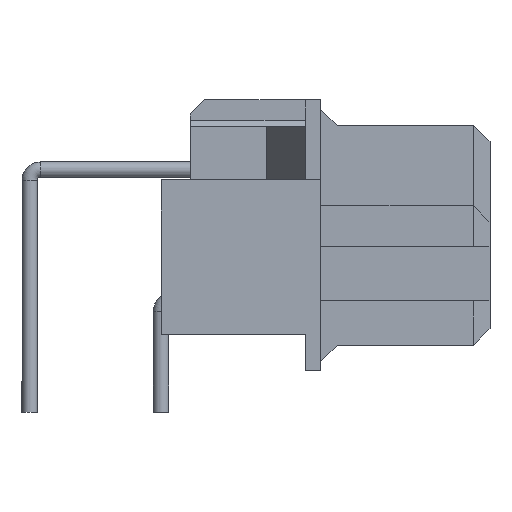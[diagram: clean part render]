
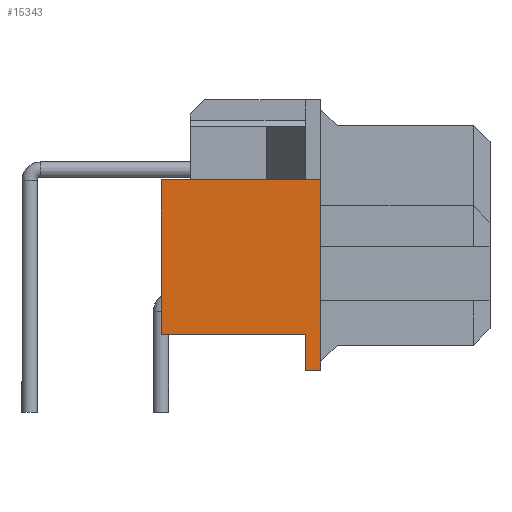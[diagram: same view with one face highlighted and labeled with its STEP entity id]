
A CAD part, front view. The second image highlights one B-rep face of the part: STEP entity #15343.
In plain terms, the highlighted free-form (B-spline) face has degree [1, 1] with [2, 2] control points.
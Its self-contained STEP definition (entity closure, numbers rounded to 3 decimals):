
#15213=CARTESIAN_POINT('',(6.19,-86.37,-1.4));
#15214=VERTEX_POINT('',#15213);
#15215=CARTESIAN_POINT('',(5.59,-86.37,-1.4));
#15216=VERTEX_POINT('',#15215);
#15217=CARTESIAN_POINT('',(6.19,-86.37,-1.4));
#15218=CARTESIAN_POINT('',(5.59,-86.37,-1.4));
#15219=QUASI_UNIFORM_CURVE('',1,(#15217,#15218),.UNSPECIFIED.,.F.,.U.);
#15220=EDGE_CURVE('',#15214,#15216,#15219,.T.);
#15291=CARTESIAN_POINT('',(5.59,-86.37,0.));
#15292=VERTEX_POINT('',#15291);
#15293=CARTESIAN_POINT('',(5.59,-86.37,-1.4));
#15294=CARTESIAN_POINT('',(5.59,-86.37,0.));
#15295=QUASI_UNIFORM_CURVE('',1,(#15293,#15294),.UNSPECIFIED.,.F.,.U.);
#15296=EDGE_CURVE('',#15216,#15292,#15295,.T.);
#15308=CARTESIAN_POINT('',(6.2,-86.37,-1.41));
#15309=CARTESIAN_POINT('',(6.2,-86.37,6.01));
#15310=CARTESIAN_POINT('',(0.,-86.37,-1.41));
#15311=CARTESIAN_POINT('',(0.,-86.37,6.01));
#15312=B_SPLINE_SURFACE_WITH_KNOTS('',1,1,((#15308,#15310),(#15309,#15311)),.UNSPECIFIED.,.F.,.F.,.U.,(2,2),(2,2),(0.052,0.684),(0.614,1.142),.UNSPECIFIED.);
#15313=CARTESIAN_POINT('',(0.01,-86.37,6.));
#15314=VERTEX_POINT('',#15313);
#15315=CARTESIAN_POINT('',(0.01,-86.37,0.));
#15316=VERTEX_POINT('',#15315);
#15317=CARTESIAN_POINT('',(0.01,-86.37,6.));
#15318=CARTESIAN_POINT('',(0.01,-86.37,0.));
#15319=B_SPLINE_CURVE_WITH_KNOTS('',1,(#15317,#15318),.UNSPECIFIED.,.F.,.U.,(2,2),(0.0,5.31),.UNSPECIFIED.);
#15320=EDGE_CURVE('',#15314,#15316,#15319,.T.);
#15321=ORIENTED_EDGE('',*,*,#15320,.T.);
#15322=CARTESIAN_POINT('',(5.59,-86.37,0.));
#15323=CARTESIAN_POINT('',(0.01,-86.37,0.));
#15324=QUASI_UNIFORM_CURVE('',1,(#15322,#15323),.UNSPECIFIED.,.F.,.U.);
#15325=EDGE_CURVE('',#15292,#15316,#15324,.T.);
#15326=ORIENTED_EDGE('',*,*,#15325,.F.);
#15327=ORIENTED_EDGE('',*,*,#15296,.F.);
#15328=ORIENTED_EDGE('',*,*,#15220,.F.);
#15329=CARTESIAN_POINT('',(6.19,-86.37,6.));
#15330=VERTEX_POINT('',#15329);
#15331=CARTESIAN_POINT('',(6.19,-86.37,6.));
#15332=CARTESIAN_POINT('',(6.19,-86.37,-1.4));
#15333=B_SPLINE_CURVE_WITH_KNOTS('',1,(#15331,#15332),.UNSPECIFIED.,.F.,.U.,(2,2),(0.295,1.0),.UNSPECIFIED.);
#15334=EDGE_CURVE('',#15330,#15214,#15333,.T.);
#15335=ORIENTED_EDGE('',*,*,#15334,.F.);
#15336=CARTESIAN_POINT('',(6.19,-86.37,6.));
#15337=CARTESIAN_POINT('',(0.01,-86.37,6.));
#15338=QUASI_UNIFORM_CURVE('',1,(#15336,#15337),.UNSPECIFIED.,.F.,.U.);
#15339=EDGE_CURVE('',#15330,#15314,#15338,.T.);
#15340=ORIENTED_EDGE('',*,*,#15339,.T.);
#15341=EDGE_LOOP('',(#15321,#15326,#15327,#15328,#15335,#15340));
#15342=FACE_OUTER_BOUND('',#15341,.T.);
#15343=ADVANCED_FACE('',(#15342),#15312,.T.);
